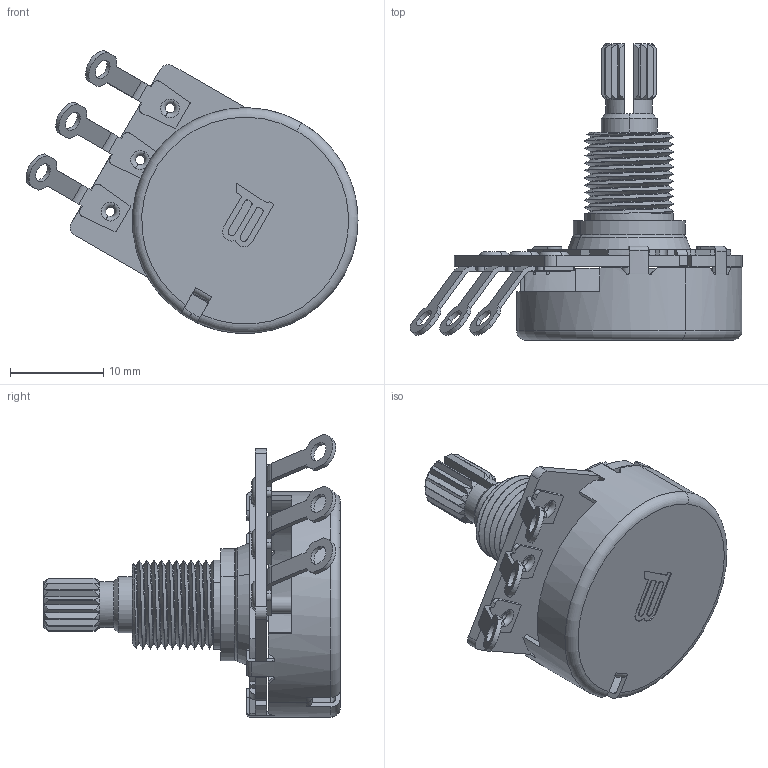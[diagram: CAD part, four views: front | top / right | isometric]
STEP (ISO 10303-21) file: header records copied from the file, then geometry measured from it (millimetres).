
FILE_DESCRIPTION(('STEP AP242'),'1');
FILE_NAME('pda241-hrt02-253b0.stp','2022-05-15T19:49:51',('TraceParts'),('TraceParts S.A.'),'Spatial InterOp 3D',' ',' ');
FILE_SCHEMA(('AP242_MANAGED_MODEL_BASED_3D_ENGINEERING_MIM_LF {1 0 10303 442 1 1 4}'));
Length unit declared in the file: millimetre
Products named in the file (1): pda241-hrt02-253b0
Bounding box: 35.6 x 31.8 x 30.35 mm (x, y, z)
Volume: 2336.4 mm3; surface area: 5077.8 mm2
Topology: 2 solids, 5 shells, 524 faces, 1427 edges, 909 vertices
Faces by surface type: cylinder 223, plane 220, cone 47, torus 28, bspline 6
Entity records: 21941 total; most frequent: CARTESIAN_POINT 8780, ORIENTED_EDGE 2850, DIRECTION 2684, EDGE_CURVE 1425, AXIS2_PLACEMENT_3D 999, VERTEX_POINT 909, LINE 686, VECTOR 686
